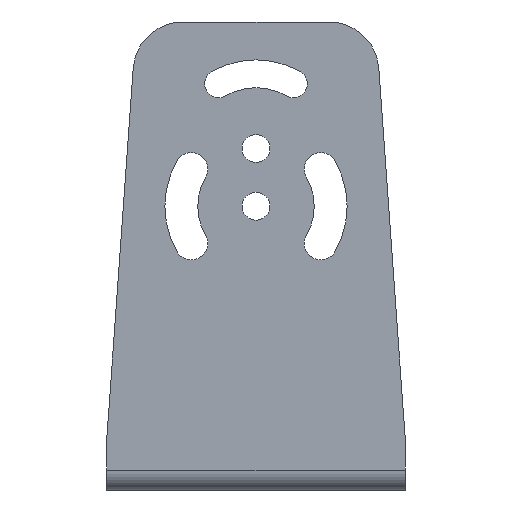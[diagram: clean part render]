
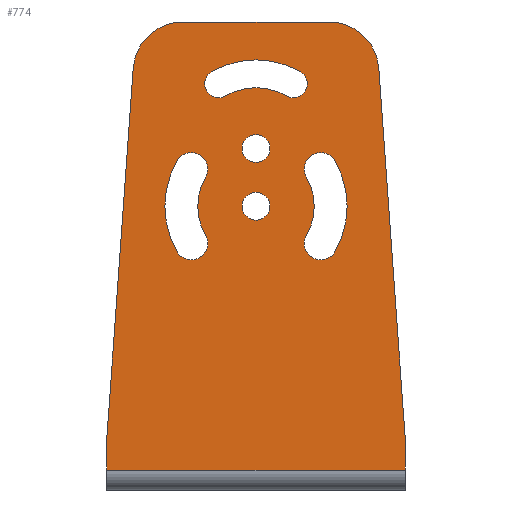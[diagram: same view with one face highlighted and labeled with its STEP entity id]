
A CAD part, front view. The second image highlights one B-rep face of the part: STEP entity #774.
In plain terms, the highlighted planar face has unit normal (0, -1, 0).
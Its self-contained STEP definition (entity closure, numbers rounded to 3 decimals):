
#1=CARTESIAN_POINT('',(7.344,0.,42.));
#2=DIRECTION('',(0.,-1.,0.));
#3=DIRECTION('',(0.997,0.,0.071));
#4=AXIS2_PLACEMENT_3D('',#1,#2,#3);
#6=DIRECTION('',(0.071,0.,-0.997));
#7=VECTOR('',#6,37.451);
#8=CARTESIAN_POINT('',(12.332,0.,42.356));
#9=LINE('',#8,#7);
#10=DIRECTION('',(0.,0.,-1.));
#11=VECTOR('',#10,3.);
#12=CARTESIAN_POINT('',(15.,0.,5.));
#13=LINE('',#12,#11);
#14=DIRECTION('',(0.,0.,1.));
#15=VECTOR('',#14,3.);
#16=CARTESIAN_POINT('',(-15.,0.,2.));
#17=LINE('',#16,#15);
#18=DIRECTION('',(0.071,0.,0.997));
#19=VECTOR('',#18,37.451);
#20=CARTESIAN_POINT('',(-15.,0.,5.));
#21=LINE('',#20,#19);
#22=CARTESIAN_POINT('',(-7.344,0.,42.));
#23=DIRECTION('',(0.,-1.,0.));
#24=DIRECTION('',(0.,0.,1.));
#25=AXIS2_PLACEMENT_3D('',#22,#23,#24);
#27=DIRECTION('',(1.,0.,0.));
#28=VECTOR('',#27,14.689);
#29=CARTESIAN_POINT('',(-7.344,0.,47.));
#30=LINE('',#29,#28);
#31=CARTESIAN_POINT('',(0.,0.,28.5));
#32=DIRECTION('',(0.,1.,0.));
#33=DIRECTION('',(1.,0.,0.));
#34=AXIS2_PLACEMENT_3D('',#31,#32,#33);
#36=CARTESIAN_POINT('',(0.,0.,28.5));
#37=DIRECTION('',(0.,1.,0.));
#38=DIRECTION('',(-1.,0.,0.));
#39=AXIS2_PLACEMENT_3D('',#36,#37,#38);
#41=CARTESIAN_POINT('',(0.,0.,34.3));
#42=DIRECTION('',(0.,1.,0.));
#43=DIRECTION('',(1.,0.,0.));
#44=AXIS2_PLACEMENT_3D('',#41,#42,#43);
#46=CARTESIAN_POINT('',(0.,0.,34.3));
#47=DIRECTION('',(0.,1.,0.));
#48=DIRECTION('',(-1.,0.,0.));
#49=AXIS2_PLACEMENT_3D('',#46,#47,#48);
#51=CARTESIAN_POINT('',(-3.75,0.,40.795));
#52=DIRECTION('',(0.,1.,0.));
#53=DIRECTION('',(0.5,0.,-0.866));
#54=AXIS2_PLACEMENT_3D('',#51,#52,#53);
#56=CARTESIAN_POINT('',(0.,0.,34.3));
#57=DIRECTION('',(0.,1.,0.));
#58=DIRECTION('',(-0.5,0.,0.866));
#59=AXIS2_PLACEMENT_3D('',#56,#57,#58);
#61=CARTESIAN_POINT('',(3.75,0.,40.795));
#62=DIRECTION('',(0.,1.,0.));
#63=DIRECTION('',(0.5,0.,0.866));
#64=AXIS2_PLACEMENT_3D('',#61,#62,#63);
#66=CARTESIAN_POINT('',(0.,0.,34.3));
#67=DIRECTION('',(0.,1.,0.));
#68=DIRECTION('',(-0.5,0.,0.866));
#69=AXIS2_PLACEMENT_3D('',#66,#67,#68);
#71=CARTESIAN_POINT('',(0.,0.,28.5));
#72=DIRECTION('',(0.,1.,0.));
#73=DIRECTION('',(0.866,0.,0.5));
#74=AXIS2_PLACEMENT_3D('',#71,#72,#73);
#76=CARTESIAN_POINT('',(6.495,0.,24.75));
#77=DIRECTION('',(0.,1.,0.));
#78=DIRECTION('',(0.866,0.,-0.5));
#79=AXIS2_PLACEMENT_3D('',#76,#77,#78);
#81=CARTESIAN_POINT('',(0.,0.,28.5));
#82=DIRECTION('',(0.,1.,0.));
#83=DIRECTION('',(0.866,0.,0.5));
#84=AXIS2_PLACEMENT_3D('',#81,#82,#83);
#86=CARTESIAN_POINT('',(6.495,0.,32.25));
#87=DIRECTION('',(0.,1.,0.));
#88=DIRECTION('',(-0.866,0.,-0.5));
#89=AXIS2_PLACEMENT_3D('',#86,#87,#88);
#91=CARTESIAN_POINT('',(0.,0.,28.5));
#92=DIRECTION('',(0.,1.,0.));
#93=DIRECTION('',(-0.866,0.,-0.5));
#94=AXIS2_PLACEMENT_3D('',#91,#92,#93);
#96=CARTESIAN_POINT('',(-6.495,0.,32.25));
#97=DIRECTION('',(0.,1.,0.));
#98=DIRECTION('',(-0.866,0.,0.5));
#99=AXIS2_PLACEMENT_3D('',#96,#97,#98);
#101=CARTESIAN_POINT('',(0.,0.,28.5));
#102=DIRECTION('',(0.,1.,0.));
#103=DIRECTION('',(-0.866,0.,-0.5));
#104=AXIS2_PLACEMENT_3D('',#101,#102,#103);
#106=CARTESIAN_POINT('',(-6.495,0.,24.75));
#107=DIRECTION('',(0.,1.,0.));
#108=DIRECTION('',(0.866,0.,0.5));
#109=AXIS2_PLACEMENT_3D('',#106,#107,#108);
#144=DIRECTION('',(-1.,0.,0.));
#145=VECTOR('',#144,30.);
#146=CARTESIAN_POINT('',(15.,0.,2.));
#147=LINE('',#146,#145);
#553=CARTESIAN_POINT('',(-15.,0.,5.));
#555=VERTEX_POINT('',#553);
#557=CARTESIAN_POINT('',(15.,0.,5.));
#559=VERTEX_POINT('',#557);
#561=CARTESIAN_POINT('',(-15.,0.,2.));
#562=VERTEX_POINT('',#561);
#563=CARTESIAN_POINT('',(15.,0.,2.));
#564=VERTEX_POINT('',#563);
#589=CARTESIAN_POINT('',(12.332,0.,42.356));
#590=CARTESIAN_POINT('',(7.344,0.,47.));
#591=VERTEX_POINT('',#589);
#592=VERTEX_POINT('',#590);
#597=CARTESIAN_POINT('',(-7.344,0.,47.));
#598=CARTESIAN_POINT('',(-12.332,0.,
42.356));
#599=VERTEX_POINT('',#597);
#600=VERTEX_POINT('',#598);
#645=CARTESIAN_POINT('',(1.4,0.,28.5));
#646=CARTESIAN_POINT('',(-1.4,0.,28.5));
#647=VERTEX_POINT('',#645);
#648=VERTEX_POINT('',#646);
#649=CARTESIAN_POINT('',(1.4,0.,34.3));
#650=CARTESIAN_POINT('',(-1.4,0.,34.3));
#651=VERTEX_POINT('',#649);
#652=VERTEX_POINT('',#650);
#653=CARTESIAN_POINT('',(-3.05,0.,39.583));
#654=CARTESIAN_POINT('',(-4.45,0.,42.008));
#655=VERTEX_POINT('',#653);
#656=VERTEX_POINT('',#654);
#657=CARTESIAN_POINT('',(3.05,0.,39.583));
#658=VERTEX_POINT('',#657);
#659=CARTESIAN_POINT('',(4.45,0.,42.008));
#660=VERTEX_POINT('',#659);
#661=CARTESIAN_POINT('',(5.066,0.,31.425));
#662=CARTESIAN_POINT('',(5.066,0.,25.575));
#663=VERTEX_POINT('',#661);
#664=VERTEX_POINT('',#662);
#665=CARTESIAN_POINT('',(7.924,0.,23.925));
#666=VERTEX_POINT('',#665);
#667=CARTESIAN_POINT('',(7.924,0.,33.075));
#668=VERTEX_POINT('',#667);
#669=CARTESIAN_POINT('',(-5.066,0.,25.575));
#670=CARTESIAN_POINT('',(-5.066,0.,31.425));
#671=VERTEX_POINT('',#669);
#672=VERTEX_POINT('',#670);
#673=CARTESIAN_POINT('',(-7.924,0.,33.075));
#674=VERTEX_POINT('',#673);
#675=CARTESIAN_POINT('',(-7.924,0.,23.925));
#676=VERTEX_POINT('',#675);
#709=CARTESIAN_POINT('',(0.,0.,0.));
#710=DIRECTION('',(0.,1.,0.));
#711=DIRECTION('',(1.,0.,0.));
#712=AXIS2_PLACEMENT_3D('',#709,#710,#711);
#713=PLANE('',#712);
#715=ORIENTED_EDGE('',*,*,#714,.F.);
#717=ORIENTED_EDGE('',*,*,#716,.T.);
#719=ORIENTED_EDGE('',*,*,#718,.T.);
#721=ORIENTED_EDGE('',*,*,#720,.T.);
#723=ORIENTED_EDGE('',*,*,#722,.T.);
#725=ORIENTED_EDGE('',*,*,#724,.T.);
#727=ORIENTED_EDGE('',*,*,#726,.F.);
#729=ORIENTED_EDGE('',*,*,#728,.T.);
#730=EDGE_LOOP('',(#715,#717,#719,#721,#723,#725,#727,#729));
#731=FACE_OUTER_BOUND('',#730,.F.);
#733=ORIENTED_EDGE('',*,*,#732,.F.);
#735=ORIENTED_EDGE('',*,*,#734,.F.);
#736=EDGE_LOOP('',(#733,#735));
#737=FACE_BOUND('',#736,.F.);
#739=ORIENTED_EDGE('',*,*,#738,.F.);
#741=ORIENTED_EDGE('',*,*,#740,.F.);
#742=EDGE_LOOP('',(#739,#741));
#743=FACE_BOUND('',#742,.F.);
#745=ORIENTED_EDGE('',*,*,#744,.F.);
#747=ORIENTED_EDGE('',*,*,#746,.T.);
#749=ORIENTED_EDGE('',*,*,#748,.F.);
#751=ORIENTED_EDGE('',*,*,#750,.F.);
#752=EDGE_LOOP('',(#745,#747,#749,#751));
#753=FACE_BOUND('',#752,.F.);
#755=ORIENTED_EDGE('',*,*,#754,.T.);
#757=ORIENTED_EDGE('',*,*,#756,.F.);
#759=ORIENTED_EDGE('',*,*,#758,.F.);
#761=ORIENTED_EDGE('',*,*,#760,.F.);
#762=EDGE_LOOP('',(#755,#757,#759,#761));
#763=FACE_BOUND('',#762,.F.);
#765=ORIENTED_EDGE('',*,*,#764,.T.);
#767=ORIENTED_EDGE('',*,*,#766,.F.);
#769=ORIENTED_EDGE('',*,*,#768,.F.);
#771=ORIENTED_EDGE('',*,*,#770,.F.);
#772=EDGE_LOOP('',(#765,#767,#769,#771));
#773=FACE_BOUND('',#772,.F.);
#774=ADVANCED_FACE('',(#731,#737,#743,#753,#763,#773),#713,.F.);
#5=CIRCLE('',#4,5.);
#26=CIRCLE('',#25,5.);
#35=CIRCLE('',#34,1.4);
#40=CIRCLE('',#39,1.4);
#45=CIRCLE('',#44,1.4);
#50=CIRCLE('',#49,1.4);
#55=CIRCLE('',#54,1.4);
#60=CIRCLE('',#59,6.1);
#65=CIRCLE('',#64,1.4);
#70=CIRCLE('',#69,8.9);
#75=CIRCLE('',#74,5.85);
#80=CIRCLE('',#79,1.65);
#85=CIRCLE('',#84,9.15);
#90=CIRCLE('',#89,1.65);
#95=CIRCLE('',#94,5.85);
#100=CIRCLE('',#99,1.65);
#105=CIRCLE('',#104,9.15);
#110=CIRCLE('',#109,1.65);
#714=EDGE_CURVE('',#591,#592,#5,.T.);
#716=EDGE_CURVE('',#591,#559,#9,.T.);
#718=EDGE_CURVE('',#559,#564,#13,.T.);
#720=EDGE_CURVE('',#564,#562,#147,.T.);
#722=EDGE_CURVE('',#562,#555,#17,.T.);
#724=EDGE_CURVE('',#555,#600,#21,.T.);
#726=EDGE_CURVE('',#599,#600,#26,.T.);
#728=EDGE_CURVE('',#599,#592,#30,.T.);
#732=EDGE_CURVE('',#647,#648,#35,.T.);
#734=EDGE_CURVE('',#648,#647,#40,.T.);
#738=EDGE_CURVE('',#651,#652,#45,.T.);
#740=EDGE_CURVE('',#652,#651,#50,.T.);
#744=EDGE_CURVE('',#655,#656,#55,.T.);
#746=EDGE_CURVE('',#655,#658,#60,.T.);
#748=EDGE_CURVE('',#660,#658,#65,.T.);
#750=EDGE_CURVE('',#656,#660,#70,.T.);
#754=EDGE_CURVE('',#663,#664,#75,.T.);
#756=EDGE_CURVE('',#666,#664,#80,.T.);
#758=EDGE_CURVE('',#668,#666,#85,.T.);
#760=EDGE_CURVE('',#663,#668,#90,.T.);
#764=EDGE_CURVE('',#671,#672,#95,.T.);
#766=EDGE_CURVE('',#674,#672,#100,.T.);
#768=EDGE_CURVE('',#676,#674,#105,.T.);
#770=EDGE_CURVE('',#671,#676,#110,.T.);
